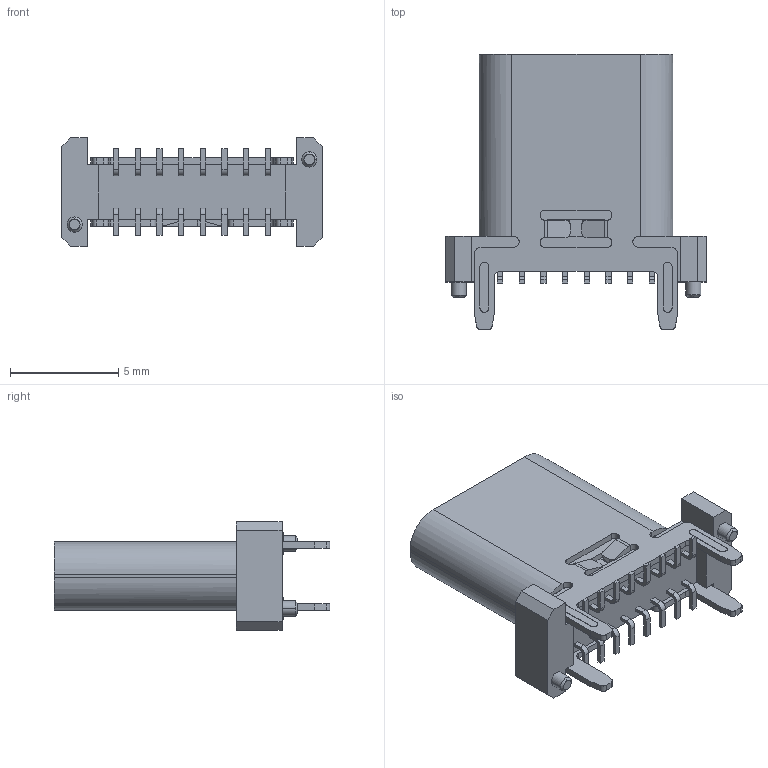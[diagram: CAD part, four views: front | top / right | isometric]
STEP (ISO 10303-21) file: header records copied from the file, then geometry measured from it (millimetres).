
FILE_DESCRIPTION (( 'STEP AP203' ), '1' );
FILE_NAME ('LCK-TCF817-L105YL-G3.STEP', '2025-02-14T09:37:39', ( 'admin' ), ( '' ), 'SwSTEP 2.0', 'SolidWorks 2022', '' );
FILE_SCHEMA (( 'CONFIG_CONTROL_DESIGN' ));
Length unit declared in the file: millimetre
Products named in the file (1): LCK-TCF817-L105YL-G3
Bounding box: 12 x 12.7 x 5 mm (x, y, z)
Volume: 207.7 mm3; surface area: 715.9 mm2
Topology: 1 solids, 1 shells, 524 faces, 1496 edges, 989 vertices
Faces by surface type: plane 370, cylinder 142, cone 12
Entity records: 17226 total; most frequent: CARTESIAN_POINT 3333, ORIENTED_EDGE 2992, DIRECTION 2751, EDGE_CURVE 1496, VECTOR 1133, LINE 1133, VERTEX_POINT 989, AXIS2_PLACEMENT_3D 809
